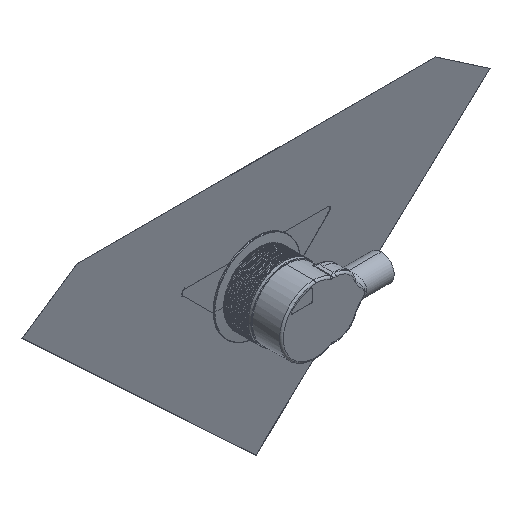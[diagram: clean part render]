
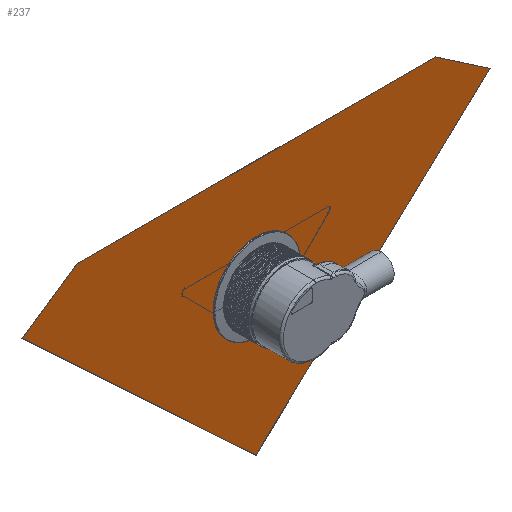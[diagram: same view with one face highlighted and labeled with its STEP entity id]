
A CAD part, isometric view. The second image highlights one B-rep face of the part: STEP entity #237.
In plain terms, the highlighted planar face has unit normal (0, -1, 0).
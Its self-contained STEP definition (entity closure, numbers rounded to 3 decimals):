
#190=CARTESIAN_POINT('Axis2P3D Location',(0.,0.,0.)) ;
#195=CARTESIAN_POINT('Line Origine',(-177.44,0.,-56.615)) ;
#199=CARTESIAN_POINT('Vertex',(0.,0.,-221.907)) ;
#201=CARTESIAN_POINT('Vertex',(-354.88,0.,108.677)) ;
#204=CARTESIAN_POINT('Line Origine',(177.44,0.,-56.615)) ;
#208=CARTESIAN_POINT('Vertex',(354.88,0.,108.677)) ;
#211=CARTESIAN_POINT('Line Origine',(313.565,0.,136.838)) ;
#215=CARTESIAN_POINT('Vertex',(272.25,0.,165.)) ;
#218=CARTESIAN_POINT('Line Origine',(0.,0.,165.)) ;
#222=CARTESIAN_POINT('Vertex',(-272.25,0.,165.)) ;
#225=CARTESIAN_POINT('Line Origine',(-313.565,0.,136.838)) ;
#197=VECTOR('Line Direction',#196,1.) ;
#206=VECTOR('Line Direction',#205,1.) ;
#213=VECTOR('Line Direction',#212,1.) ;
#220=VECTOR('Line Direction',#219,1.) ;
#227=VECTOR('Line Direction',#226,1.) ;
#191=DIRECTION('Axis2P3D Direction',(-0.,1.,0.)) ;
#192=DIRECTION('Axis2P3D XDirection',(1.,0.,0.)) ;
#196=DIRECTION('Vector Direction',(-0.732,0.,0.682)) ;
#205=DIRECTION('Vector Direction',(-0.732,0.,-0.682)) ;
#212=DIRECTION('Vector Direction',(0.826,0.,-0.563)) ;
#219=DIRECTION('Vector Direction',(1.,0.,0.)) ;
#226=DIRECTION('Vector Direction',(0.826,0.,0.563)) ;
#193=AXIS2_PLACEMENT_3D('Plane Axis2P3D',#190,#191,#192) ;
#198=LINE('Line',#195,#197) ;
#207=LINE('Line',#204,#206) ;
#214=LINE('Line',#211,#213) ;
#221=LINE('Line',#218,#220) ;
#228=LINE('Line',#225,#227) ;
#194=PLANE('',#193) ;
#203=EDGE_CURVE('',#200,#202,#198,.T.) ;
#210=EDGE_CURVE('',#209,#200,#207,.T.) ;
#217=EDGE_CURVE('',#216,#209,#214,.T.) ;
#224=EDGE_CURVE('',#223,#216,#221,.T.) ;
#229=EDGE_CURVE('',#202,#223,#228,.T.) ;
#231=ORIENTED_EDGE('',*,*,#203,.F.) ;
#232=ORIENTED_EDGE('',*,*,#210,.F.) ;
#233=ORIENTED_EDGE('',*,*,#217,.F.) ;
#234=ORIENTED_EDGE('',*,*,#224,.F.) ;
#235=ORIENTED_EDGE('',*,*,#229,.F.) ;
#230=EDGE_LOOP('',(#231,#232,#233,#234,#235)) ;
#200=VERTEX_POINT('',#199) ;
#202=VERTEX_POINT('',#201) ;
#209=VERTEX_POINT('',#208) ;
#216=VERTEX_POINT('',#215) ;
#223=VERTEX_POINT('',#222) ;
#237=ADVANCED_FACE('Hauptk\X2\00F6\X0\rper',(#236),#194,.F.) ;
#236=FACE_OUTER_BOUND('',#230,.T.) ;
